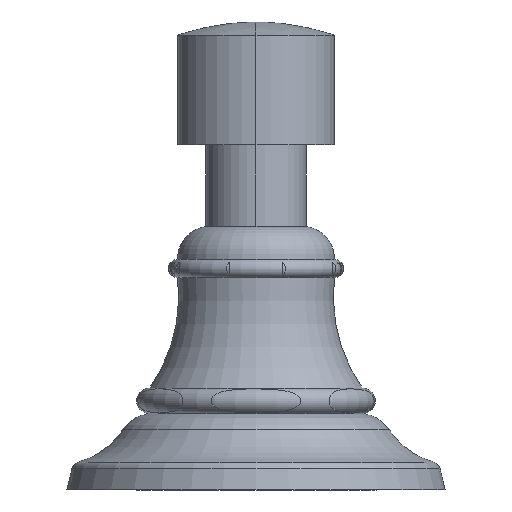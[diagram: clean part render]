
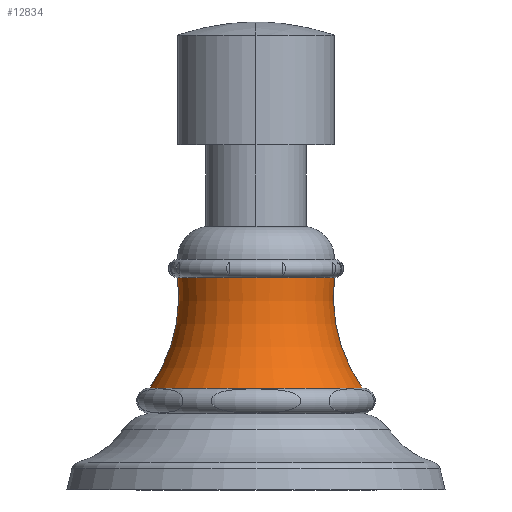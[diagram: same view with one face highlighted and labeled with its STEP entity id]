
A CAD part, left-side view. The second image highlights one B-rep face of the part: STEP entity #12834.
In plain terms, the highlighted toroidal (fillet/blend) face has major radius 37.677 mm and minor radius 25.4 mm.
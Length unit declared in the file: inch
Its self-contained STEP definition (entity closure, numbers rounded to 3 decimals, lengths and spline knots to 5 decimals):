
#11777=CARTESIAN_POINT('',(-3.125,0.,-1.173));
#11778=DIRECTION('',(0.,0.,-1.));
#11779=DIRECTION('',(0.,-1.,0.));
#11780=AXIS2_PLACEMENT_3D('',#11777,#11778,#11779);
#11813=CARTESIAN_POINT('',(-3.125,0.,-1.863));
#11814=DIRECTION('',(0.,0.,-1.));
#11815=DIRECTION('',(0.,-1.,0.));
#11816=AXIS2_PLACEMENT_3D('',#11813,#11814,#11815);
#11911=CARTESIAN_POINT('',(-3.125,-1.48334,-1.28826));
#11912=DIRECTION('',(1.,0.,0.));
#11913=DIRECTION('',(0.,0.818,-0.575));
#11914=AXIS2_PLACEMENT_3D('',#11911,#11912,#11913);
#11916=CARTESIAN_POINT('',(-3.125,1.48334,-1.28826));
#11917=DIRECTION('',(-1.,0.,0.));
#11918=DIRECTION('',(0.,-0.818,-0.575));
#11919=AXIS2_PLACEMENT_3D('',#11916,#11917,#11918);
#12699=CARTESIAN_POINT('',(-3.125,-0.665,-1.863));
#12701=VERTEX_POINT('',#12699);
#12702=CARTESIAN_POINT('',(-3.125,-0.49,-1.173));
#12703=VERTEX_POINT('',#12702);
#12709=CARTESIAN_POINT('',(-3.125,0.665,-1.863));
#12711=VERTEX_POINT('',#12709);
#12712=CARTESIAN_POINT('',(-3.125,0.49,-1.173));
#12713=VERTEX_POINT('',#12712);
#12821=CARTESIAN_POINT('',(-3.125,0.,-1.28826));
#12822=DIRECTION('',(0.,0.,-1.));
#12823=DIRECTION('',(0.,1.,0.));
#12824=AXIS2_PLACEMENT_3D('',#12821,#12822,#12823);
#12825=TOROIDAL_SURFACE('',#12824,1.48334,1.);
#12827=ORIENTED_EDGE('',*,*,#12826,.F.);
#12828=ORIENTED_EDGE('',*,*,#12816,.T.);
#12830=ORIENTED_EDGE('',*,*,#12829,.T.);
#12831=ORIENTED_EDGE('',*,*,#12775,.F.);
#12832=EDGE_LOOP('',(#12827,#12828,#12830,#12831));
#12833=FACE_OUTER_BOUND('',#12832,.F.);
#12834=ADVANCED_FACE('',(#12833),#12825,.F.);
#11781=CIRCLE('',#11780,0.49);
#11817=CIRCLE('',#11816,0.665);
#11915=CIRCLE('',#11914,1.);
#11920=CIRCLE('',#11919,1.);
#12775=EDGE_CURVE('',#12703,#12713,#11781,.T.);
#12816=EDGE_CURVE('',#12701,#12711,#11817,.T.);
#12826=EDGE_CURVE('',#12701,#12703,#11915,.T.);
#12829=EDGE_CURVE('',#12711,#12713,#11920,.T.);
